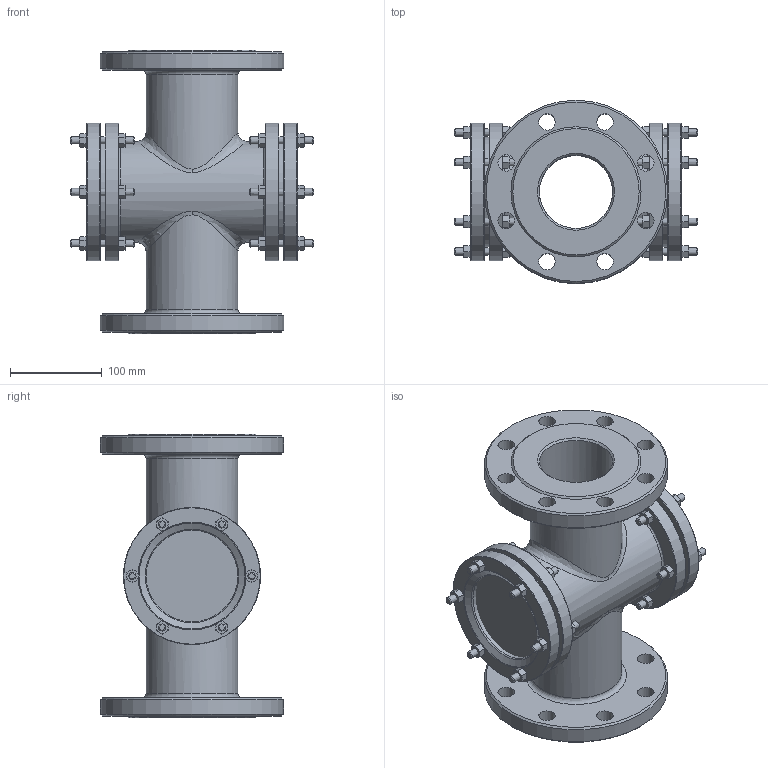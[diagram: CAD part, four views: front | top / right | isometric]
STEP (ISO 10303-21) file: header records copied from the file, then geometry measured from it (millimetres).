
FILE_DESCRIPTION(/* description */ (''),/* implementation_level */ '2;1');
FILE_NAME(/* name */ 'DN80_3D_STEP.stp',/* time_stamp */ '2024-04-25T16:24:20+03:00',/* author */ ('igorr'),/* organization */ (''),/* preprocessor_version */ 'ST-DEVELOPER v19.2',/* originating_system */ 'Autodesk Inventor 2023',/* authorisation */ '');
FILE_SCHEMA (('AUTOMOTIVE_DESIGN { 1 0 10303 214 3 1 1 }'));
Length unit declared in the file: millimetre
Products named in the file (4): Сборка; Деталь; Стекло; ANSI B18.2.4.2M - M8x1,25
Assembly tree (27 placements, depth 2):
  Сборка
    Деталь
    Стекло  x2
    ANSI B18.2.4.2M - M8x1,25  x24
Bounding box: 265.5 x 200 x 310 mm (x, y, z)
Volume: 2558887 mm3; surface area: 501340 mm2
Topology: 27 solids, 27 shells, 787 faces, 1749 edges, 1059 vertices
Faces by surface type: cone 370, plane 271, cylinder 99, bspline 31, torus 16
Full cylindrical faces by diameter (mm): 6.647 x24, 8 x36, 18 x16, 80 x2, 100 x3, 105 x2, 110 x1, 120 x2, 150 x4, 200 x2
Entity records: 9753 total; most frequent: CARTESIAN_POINT 3215, DIRECTION 1316, ORIENTED_EDGE 1192, EDGE_CURVE 596, AXIS2_PLACEMENT_3D 558, VERTEX_POINT 390, EDGE_LOOP 362, CIRCLE 294
